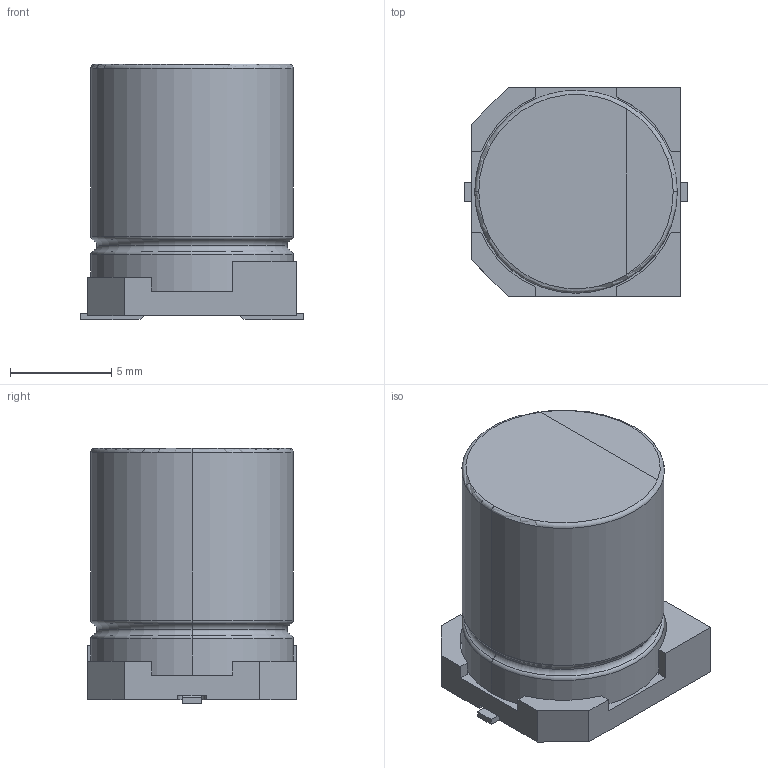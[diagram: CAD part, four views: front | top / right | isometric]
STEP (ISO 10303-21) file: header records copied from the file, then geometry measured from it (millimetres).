
FILE_DESCRIPTION (( 'STEP AP214' ), '1' );
FILE_NAME ('CAP-SMD_BD10.0-L10.3-W10.3-LS11.0-FD-1.step', '2022-07-01T06:20:50', ( '' ), ( '' ), 'SwSTEP 2.0', 'SolidWorks 2020', '' );
FILE_SCHEMA (( 'AUTOMOTIVE_DESIGN' ));
Length unit declared in the file: millimetre
Products named in the file (1): CAP-SMD_BD10.0-L10.3-W10.3-LS11.0-FD-1
Bounding box: 11 x 10.3 x 12.6 mm (x, y, z)
Volume: 1019.2 mm3; surface area: 673.4 mm2
Topology: 1 solids, 1 shells, 287 faces, 777 edges, 514 vertices
Faces by surface type: plane 164, bspline 98, cylinder 15, torus 10
Entity records: 12657 total; most frequent: CARTESIAN_POINT 2885, ORIENTED_EDGE 1554, DIRECTION 1007, EDGE_CURVE 777, VECTOR 527, LINE 527, VERTEX_POINT 514, EDGE_LOOP 309
